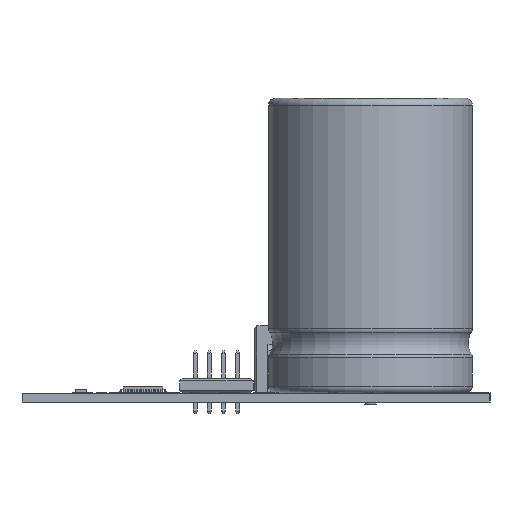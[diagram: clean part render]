
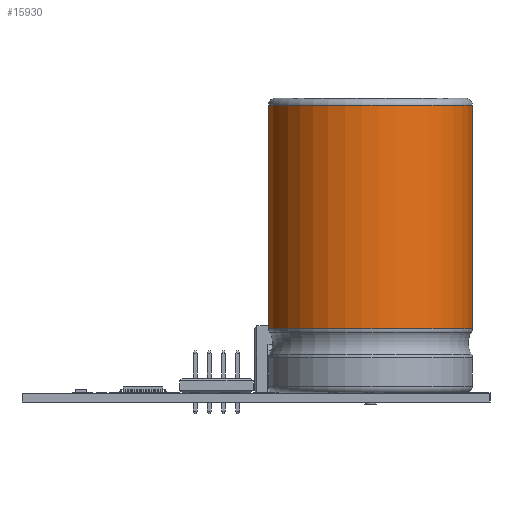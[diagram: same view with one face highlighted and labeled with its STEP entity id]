
A CAD part, left-side view. The second image highlights one B-rep face of the part: STEP entity #15930.
In plain terms, the highlighted cylindrical face has radius 18 mm (diameter 36 mm), a partial arc.
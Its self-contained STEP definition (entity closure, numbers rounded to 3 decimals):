
#1082=FACE_OUTER_BOUND('',#2040,.T.);
#2040=EDGE_LOOP('',(#10924,#10925,#10926,#10927));
#2978=LINE('',#23080,#4749);
#2989=LINE('',#23150,#4760);
#4749=VECTOR('',#18699,1.);
#4760=VECTOR('',#18770,1.);
#6563=CIRCLE('',#17121,18.);
#6564=CIRCLE('',#17123,18.);
#6981=VERTEX_POINT('',#23076);
#6983=VERTEX_POINT('',#23079);
#7004=VERTEX_POINT('',#23130);
#7012=VERTEX_POINT('',#23148);
#8467=EDGE_CURVE('',#6983,#6981,#2978,.T.);
#8503=EDGE_CURVE('',#7004,#7012,#2989,.T.);
#8507=EDGE_CURVE('',#7004,#6981,#6563,.T.);
#8508=EDGE_CURVE('',#6983,#7012,#6564,.T.);
#10924=ORIENTED_EDGE('',*,*,#8467,.T.);
#10925=ORIENTED_EDGE('',*,*,#8507,.F.);
#10926=ORIENTED_EDGE('',*,*,#8503,.T.);
#10927=ORIENTED_EDGE('',*,*,#8508,.F.);
#14885=CYLINDRICAL_SURFACE('',#17122,18.);
#15930=ADVANCED_FACE('',(#1082),#14885,.T.);
#17121=AXIS2_PLACEMENT_3D('',#23159,#18787,#18788);
#17122=AXIS2_PLACEMENT_3D('',#23160,#18789,#18790);
#17123=AXIS2_PLACEMENT_3D('',#23161,#18791,#18792);
#18699=DIRECTION('',(0.,0.,1.));
#18770=DIRECTION('',(0.,0.,-1.));
#18787=DIRECTION('center_axis',(0.,0.,1.));
#18788=DIRECTION('ref_axis',(-1.,0.,0.));
#18789=DIRECTION('center_axis',(0.,0.,1.));
#18790=DIRECTION('ref_axis',(-1.,0.,0.));
#18791=DIRECTION('center_axis',(0.,0.,-1.));
#18792=DIRECTION('ref_axis',(1.,0.,0.));
#23076=CARTESIAN_POINT('',(17.778,-2.816,50.8));
#23079=CARTESIAN_POINT('',(17.778,-2.816,11.329));
#23080=CARTESIAN_POINT('',(17.778,-2.816,26.));
#23130=CARTESIAN_POINT('',(17.778,2.816,50.8));
#23148=CARTESIAN_POINT('',(17.778,2.816,11.329));
#23150=CARTESIAN_POINT('',(17.778,2.816,26.));
#23159=CARTESIAN_POINT('Origin',(0.,0.,50.8));
#23160=CARTESIAN_POINT('Origin',(0.,0.,26.));
#23161=CARTESIAN_POINT('Origin',(0.,0.,11.329));
